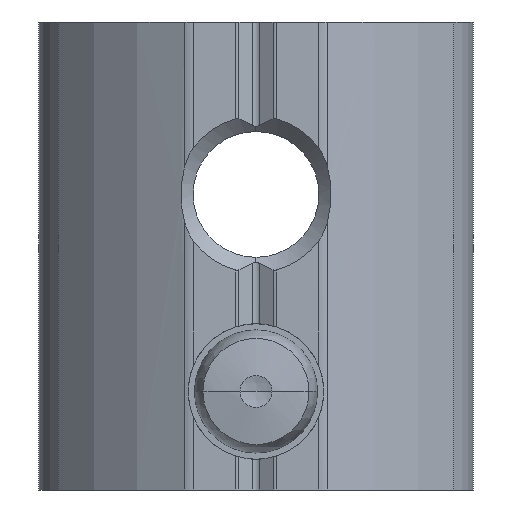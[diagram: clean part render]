
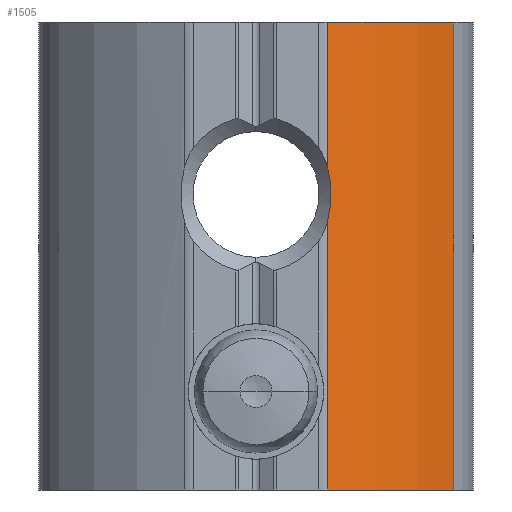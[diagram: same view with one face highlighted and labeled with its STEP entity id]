
A CAD part, front view. The second image highlights one B-rep face of the part: STEP entity #1505.
In plain terms, the highlighted cylindrical face has radius 12.4 mm (diameter 24.8 mm), a partial arc.
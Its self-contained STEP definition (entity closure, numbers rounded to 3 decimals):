
#110 = VERTEX_POINT ( 'NONE', #1311 ) ;
#190 = EDGE_CURVE ( 'NONE', #110, #2844, #2080, .T. ) ;
#208 = CARTESIAN_POINT ( 'NONE',  ( 3.034, 0.124, -25.639 ) ) ;
#275 = VERTEX_POINT ( 'NONE', #316 ) ;
#316 = CARTESIAN_POINT ( 'NONE',  ( 8.034, 3.946, -19. ) ) ;
#480 = EDGE_CURVE ( 'NONE', #1416, #110, #2848, .T. ) ;
#481 = ORIENTED_EDGE ( 'NONE', *, *, #2642, .F. ) ;
#538 = LINE ( 'NONE', #1100, #3129 ) ;
#560 = DIRECTION ( 'NONE',  ( 1., 0., 0. ) ) ;
#662 = CARTESIAN_POINT ( 'NONE',  ( 2.91, 0.073, -24.927 ) ) ;
#721 = CARTESIAN_POINT ( 'NONE',  ( -1.75, 11.564, -38. ) ) ;
#752 = ORIENTED_EDGE ( 'NONE', *, *, #1628, .F. ) ;
#791 = CARTESIAN_POINT ( 'NONE',  ( 3.045, 0.129, -26.366 ) ) ;
#833 = CIRCLE ( 'NONE', #2452, 12.4 ) ;
#1095 = CARTESIAN_POINT ( 'NONE',  ( 2.91, 0.073, -38. ) ) ;
#1100 = CARTESIAN_POINT ( 'NONE',  ( 2.91, 0.073, -38. ) ) ;
#1136 = DIRECTION ( 'NONE',  ( 0., 0., 1. ) ) ;
#1146 = DIRECTION ( 'NONE',  ( 0., 0., 1. ) ) ;
#1194 = CARTESIAN_POINT ( 'NONE',  ( -1.75, 11.564, -38. ) ) ;
#1311 = CARTESIAN_POINT ( 'NONE',  ( 2.91, 0.073, -27.073 ) ) ;
#1337 = VERTEX_POINT ( 'NONE', #2205 ) ;
#1389 = CARTESIAN_POINT ( 'NONE',  ( 2.989, 0.106, -25.28 ) ) ;
#1416 = VERTEX_POINT ( 'NONE', #3154 ) ;
#1505 = ADVANCED_FACE ( 'NONE', ( #2047 ), #2943, .T. ) ;
#1518 = LINE ( 'NONE', #2639, #3306 ) ;
#1628 = EDGE_CURVE ( 'NONE', #2995, #275, #833, .T. ) ;
#1634 = EDGE_CURVE ( 'NONE', #1337, #275, #1518, .T. ) ;
#1694 = CARTESIAN_POINT ( 'NONE',  ( 3., 0.11, -26.723 ) ) ;
#1783 = EDGE_LOOP ( 'NONE', ( #3754, #3093, #2536, #2981, #752, #481 ) ) ;
#2009 = CARTESIAN_POINT ( 'NONE',  ( 3.046, 0.129, -25.822 ) ) ;
#2047 = FACE_OUTER_BOUND ( 'NONE', #1783, .T. ) ;
#2080 = B_SPLINE_CURVE_WITH_KNOTS ( 'NONE', 3,
 ( #2852, #1694, #791, #2009, #208, #1389, #2564, #3728 ),
 .UNSPECIFIED., .F., .F.,
 ( 4, 2, 2, 4 ),
 ( 0., 0.001, 0.002, 0.002 ),
 .UNSPECIFIED. ) ;
#2205 = CARTESIAN_POINT ( 'NONE',  ( 8.034, 3.946, -38. ) ) ;
#2221 = AXIS2_PLACEMENT_3D ( 'NONE', #721, #2784, #2531 ) ;
#2289 = DIRECTION ( 'NONE',  ( 0., 0., 1. ) ) ;
#2312 = VECTOR ( 'NONE', #2289, 1000. ) ;
#2452 = AXIS2_PLACEMENT_3D ( 'NONE', #3507, #3483, #3224 ) ;
#2531 = DIRECTION ( 'NONE',  ( -1., 0., 0. ) ) ;
#2536 = ORIENTED_EDGE ( 'NONE', *, *, #3396, .T. ) ;
#2564 = CARTESIAN_POINT ( 'NONE',  ( 2.955, 0.092, -25.102 ) ) ;
#2639 = CARTESIAN_POINT ( 'NONE',  ( 8.034, 3.946, -38. ) ) ;
#2642 = EDGE_CURVE ( 'NONE', #2844, #2995, #538, .T. ) ;
#2784 = DIRECTION ( 'NONE',  ( 0., 0., 1. ) ) ;
#2834 = CIRCLE ( 'NONE', #2221, 12.4 ) ;
#2844 = VERTEX_POINT ( 'NONE', #662 ) ;
#2848 = LINE ( 'NONE', #1095, #2312 ) ;
#2852 = CARTESIAN_POINT ( 'NONE',  ( 2.91, 0.073, -27.073 ) ) ;
#2853 = DIRECTION ( 'NONE',  ( 0., 0., 1. ) ) ;
#2943 = CYLINDRICAL_SURFACE ( 'NONE', #3537, 12.4 ) ;
#2981 = ORIENTED_EDGE ( 'NONE', *, *, #1634, .T. ) ;
#2995 = VERTEX_POINT ( 'NONE', #3606 ) ;
#3093 = ORIENTED_EDGE ( 'NONE', *, *, #480, .F. ) ;
#3129 = VECTOR ( 'NONE', #2853, 1000. ) ;
#3154 = CARTESIAN_POINT ( 'NONE',  ( 2.91, 0.073, -38. ) ) ;
#3224 = DIRECTION ( 'NONE',  ( -1., 0., 0. ) ) ;
#3306 = VECTOR ( 'NONE', #1146, 1000. ) ;
#3396 = EDGE_CURVE ( 'NONE', #1416, #1337, #2834, .T. ) ;
#3483 = DIRECTION ( 'NONE',  ( 0., 0., 1. ) ) ;
#3507 = CARTESIAN_POINT ( 'NONE',  ( -1.75, 11.564, -19. ) ) ;
#3537 = AXIS2_PLACEMENT_3D ( 'NONE', #1194, #1136, #560 ) ;
#3606 = CARTESIAN_POINT ( 'NONE',  ( 2.91, 0.073, -19. ) ) ;
#3728 = CARTESIAN_POINT ( 'NONE',  ( 2.91, 0.073, -24.927 ) ) ;
#3754 = ORIENTED_EDGE ( 'NONE', *, *, #190, .F. ) ;
